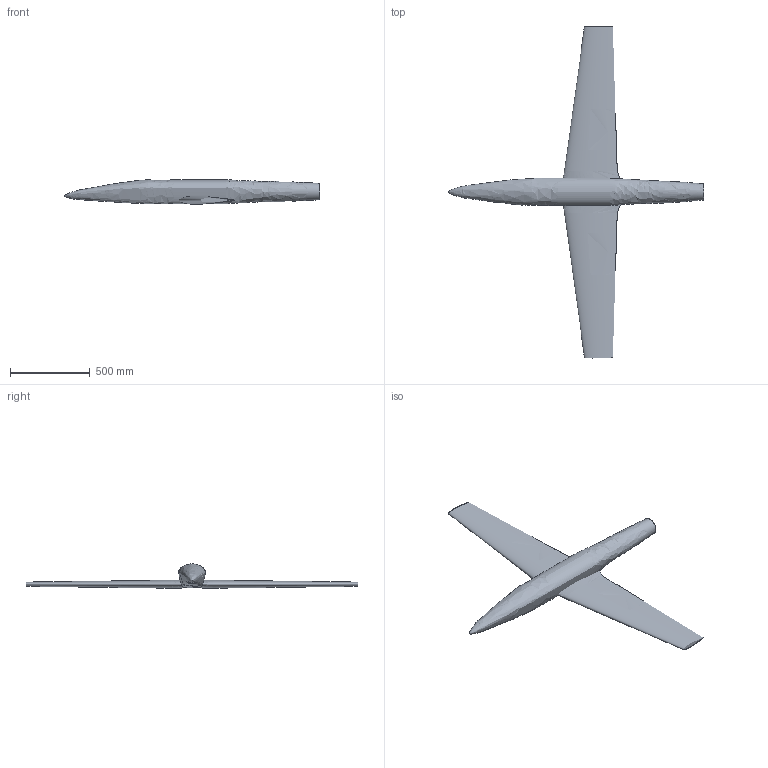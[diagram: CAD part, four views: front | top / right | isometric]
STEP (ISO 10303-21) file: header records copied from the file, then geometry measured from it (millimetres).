
FILE_DESCRIPTION((''),'1');
FILE_NAME('outfile.stp','2024-07-11T12:29:11',(''),(''),'','','');
FILE_SCHEMA(('CONFIG_CONTROL_DESIGN'));
Length unit declared in the file: metre
Bounding box: 1600 x 2082.8 x 153.02 mm (x, y, z)
Surface area: 2147840.9 mm2 (no closed solid volume)
Topology: 0 solids, 0 shells, 8 faces, 24 edges, 16 vertices
Faces by surface type: bspline 8
Entity records: 12056 total; most frequent: CARTESIAN_POINT 11979, B_SPLINE_SURFACE_WITH_KNOTS 8, GEOMETRIC_SET 8, GEOMETRICALLY_BOUNDED_SURFACE_SHAPE_REPRESENTATION 8, SHAPE_REPRESENTATION_RELATIONSHIP 8, PERSON_AND_ORGANIZATION_ROLE 4, CC_DESIGN_PERSON_AND_ORGANIZATION_ASSIGNMENT 4, DIRECTION 2
